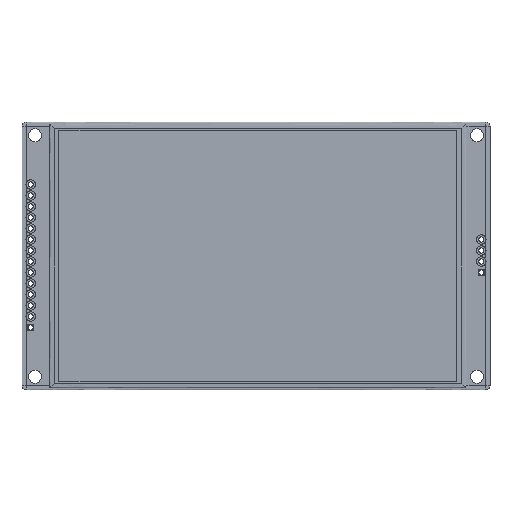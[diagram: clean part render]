
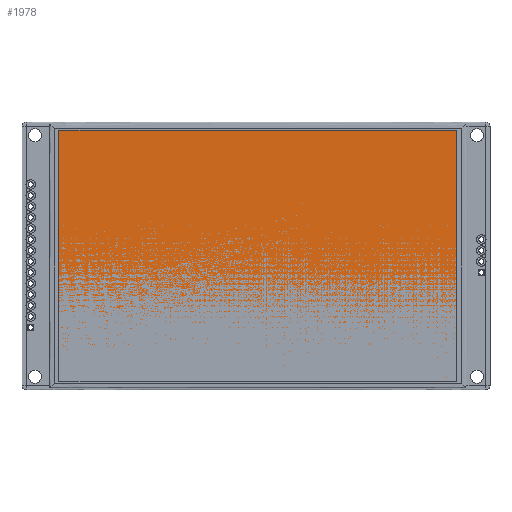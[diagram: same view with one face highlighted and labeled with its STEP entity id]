
A CAD part, top view. The second image highlights one B-rep face of the part: STEP entity #1978.
In plain terms, the highlighted planar face has unit normal (0, 0, 1).
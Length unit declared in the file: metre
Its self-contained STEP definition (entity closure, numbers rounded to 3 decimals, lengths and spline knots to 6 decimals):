
#88=LINE('',#3919,#142);
#92=LINE('',#3928,#146);
#95=LINE('',#3934,#149);
#98=LINE('',#3940,#152);
#142=VECTOR('',#3431,1.);
#146=VECTOR('',#3437,1.);
#149=VECTOR('',#3442,1.);
#152=VECTOR('',#3447,1.);
#267=PLANE('',#3009);
#462=ORIENTED_EDGE('',*,*,#784,.T.);
#463=ORIENTED_EDGE('',*,*,#794,.T.);
#464=ORIENTED_EDGE('',*,*,#791,.T.);
#465=ORIENTED_EDGE('',*,*,#788,.T.);
#784=EDGE_CURVE('',#990,#991,#88,.T.);
#788=EDGE_CURVE('',#994,#990,#92,.T.);
#791=EDGE_CURVE('',#996,#994,#95,.T.);
#794=EDGE_CURVE('',#991,#996,#98,.T.);
#990=VERTEX_POINT('',#3920);
#991=VERTEX_POINT('',#3921);
#994=VERTEX_POINT('',#3929);
#996=VERTEX_POINT('',#3935);
#1347=EDGE_LOOP('',(#462,#463,#464,#465));
#1617=FACE_BOUND('',#1347,.T.);
#1978=ADVANCED_FACE('',(#1617),#267,.T.);
#3009=AXIS2_PLACEMENT_3D('',#3943,#3451,#3452);
#3431=DIRECTION('',(0.,-1.,0.));
#3437=DIRECTION('',(-1.,0.,0.));
#3442=DIRECTION('',(0.,1.,0.));
#3447=DIRECTION('',(1.,0.,0.));
#3451=DIRECTION('',(0.,0.,1.));
#3452=DIRECTION('',(-1.,0.,0.));
#3919=CARTESIAN_POINT('',(0.008533,-0.029391,-0.02754));
#3920=CARTESIAN_POINT('',(0.008533,0.028731,-0.02754));
#3921=CARTESIAN_POINT('',(0.008533,-0.029391,-0.02754));
#3928=CARTESIAN_POINT('',(0.100355,0.028731,-0.02754));
#3929=CARTESIAN_POINT('',(0.100355,0.028731,-0.02754));
#3934=CARTESIAN_POINT('',(0.100355,-0.029391,-0.02754));
#3935=CARTESIAN_POINT('',(0.100355,-0.029391,-0.02754));
#3940=CARTESIAN_POINT('',(0.100355,-0.029391,-0.02754));
#3943=CARTESIAN_POINT('',(0.,-0.0312,-0.02754));
